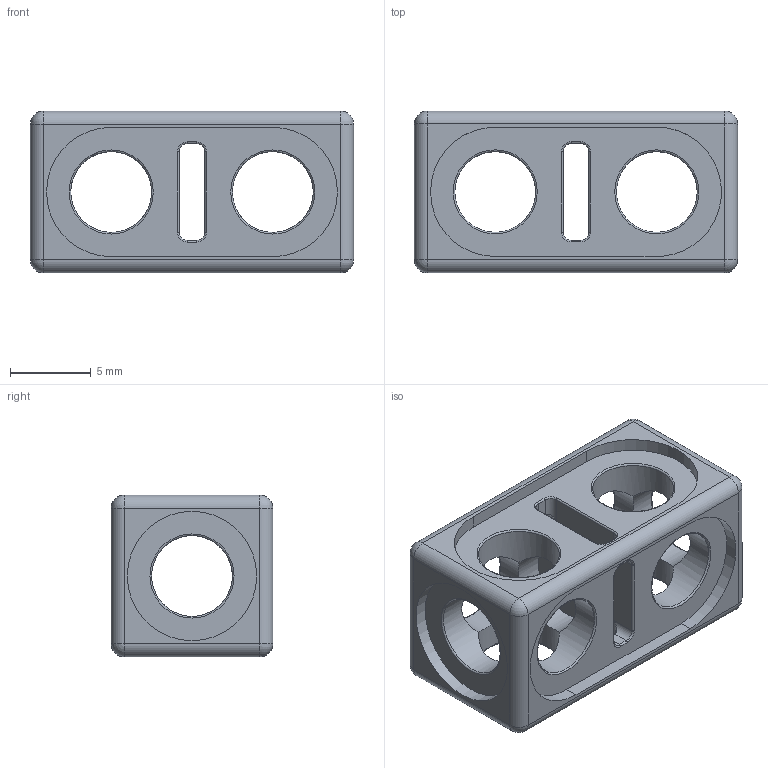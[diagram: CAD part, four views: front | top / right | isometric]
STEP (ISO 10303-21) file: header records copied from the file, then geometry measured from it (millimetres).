
FILE_DESCRIPTION(/* description */ ('Unknown'),/* implementation_level */ '2;1');
FILE_NAME(/* name */ 'Conn.box1x2',/* time_stamp */ '2018-06-27T18:48:53+02:00',/* author */ ('Unknown'),/* organization */ ('Unknown'),/* preprocessor_version */ 'ST-DEVELOPER v16.7',/* originating_system */ 'DEX',/* authorisation */ $);
FILE_SCHEMA (('AUTOMOTIVE_DESIGN {1 0 10303 214 3 1 1}'));
Length unit declared in the file: millimetre
Products named in the file (1): Conn.box1x2
Bounding box: 20 x 10 x 10 mm (x, y, z)
Volume: 742.5 mm3; surface area: 1355.2 mm2
Topology: 1 solids, 1 shells, 131 faces, 334 edges, 192 vertices
Faces by surface type: cylinder 66, plane 30, torus 26, sphere 8, bspline 1
Full cylindrical faces by diameter (mm): 5 x12, 8 x2
Entity records: 3739 total; most frequent: DIRECTION 712, CARTESIAN_POINT 624, ORIENTED_EDGE 578, AXIS2_PLACEMENT_3D 294, EDGE_CURVE 289, VERTEX_POINT 180, EDGE_LOOP 177, FACE_BOUND 177
